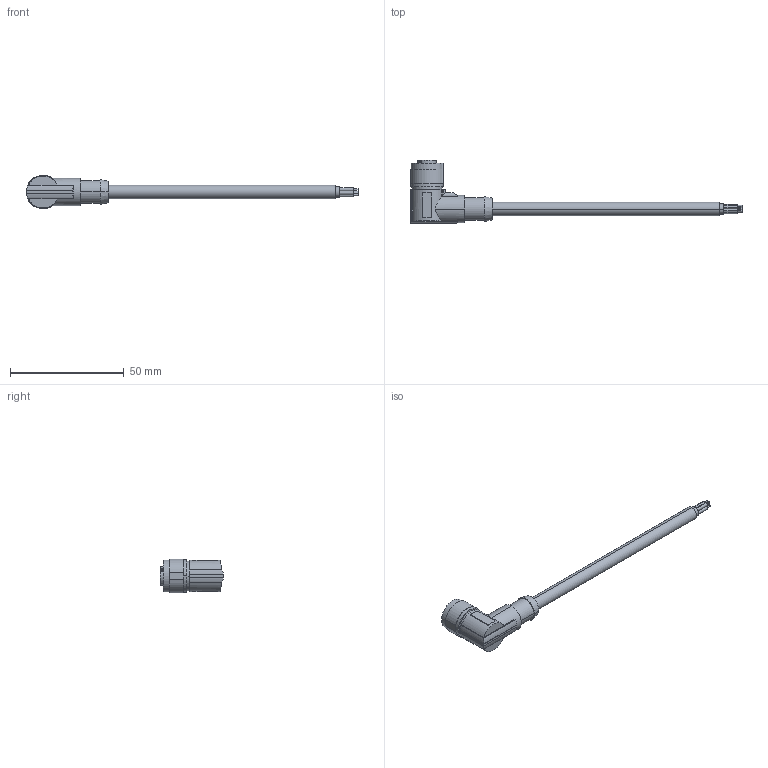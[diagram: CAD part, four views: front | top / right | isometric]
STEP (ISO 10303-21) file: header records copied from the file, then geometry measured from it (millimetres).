
FILE_DESCRIPTION(('SolidDesigner STEP Export'),'2;1');
FILE_NAME('1406150_SAC_5P_10.0_542_FR_SH_SCO_BK-select.stp','2013-09-20T11:54:27',(''),(''),'Creo Elements/Direct Modeling STEP processor for AP214 (Solid Model)','Creo Elements/Direct Modeling 18.1B 29-Sep-2012 (C) Parametric Technology GmbH','');
FILE_SCHEMA(('AUTOMOTIVE_DESIGN { 1 0 10303 214 1 1 1 1 }'));
Length unit declared in the file: millimetre
Products named in the file (1): 1406150_SAC_5P_10.0_542_FR_SH_SCO_BK-select
Bounding box: 146.25 x 28 x 14.79 mm (x, y, z)
Volume: 8865.2 mm3; surface area: 5031.3 mm2
Topology: 1 solids, 1 shells, 157 faces, 367 edges, 238 vertices
Faces by surface type: cylinder 74, plane 71, cone 12
Entity records: 6531 total; most frequent: CARTESIAN_POINT 1767, ORIENTED_EDGE 734, DIRECTION 699, EDGE_CURVE 367, AXIS2_PLACEMENT_3D 258, VERTEX_POINT 238, VECTOR 183, LINE 183
